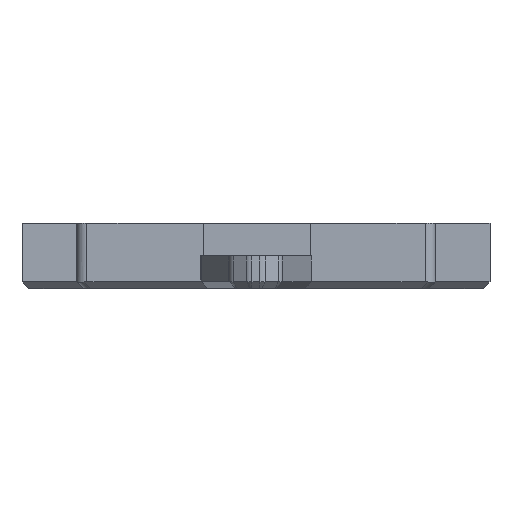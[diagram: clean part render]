
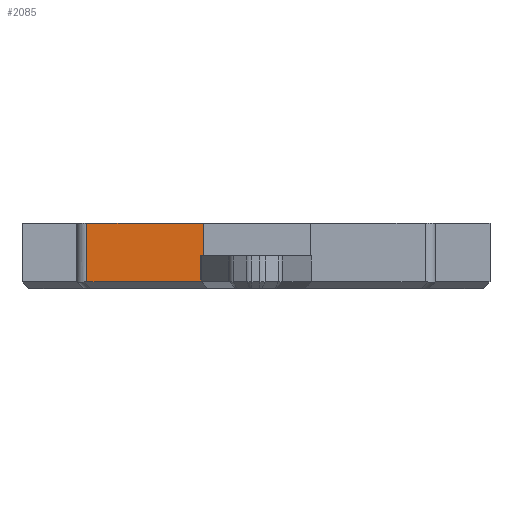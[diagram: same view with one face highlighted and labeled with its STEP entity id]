
A CAD part, front view. The second image highlights one B-rep face of the part: STEP entity #2085.
In plain terms, the highlighted planar face has unit normal (0, -1, 0).
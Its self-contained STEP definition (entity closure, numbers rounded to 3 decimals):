
#410=CARTESIAN_POINT('',(29.344,-8.,10.5));
#411=VERTEX_POINT('',#410);
#502=CARTESIAN_POINT('',(29.344,-8.,1.));
#503=VERTEX_POINT('',#502);
#510=CARTESIAN_POINT('',(28.694,-8.,1.));
#511=VERTEX_POINT('',#510);
#512=CARTESIAN_POINT('',(29.344,-8.,1.));
#513=DIRECTION('',(-1.,0.,0.));
#514=VECTOR('',#513,0.65);
#515=LINE('',#512,#514);
#516=EDGE_CURVE('',#503,#511,#515,.T.);
#618=CARTESIAN_POINT('',(28.694,-8.,-6.));
#619=VERTEX_POINT('',#618);
#620=CARTESIAN_POINT('',(28.694,-8.,1.));
#621=DIRECTION('',(0.,0.,-1.));
#622=VECTOR('',#621,7.);
#623=LINE('',#620,#622);
#624=EDGE_CURVE('',#511,#619,#623,.T.);
#648=CARTESIAN_POINT('',(28.694,-8.,-6.5));
#649=VERTEX_POINT('',#648);
#673=CARTESIAN_POINT('',(28.694,-8.,-6.));
#674=DIRECTION('',(0.,0.,-1.));
#675=VECTOR('',#674,0.5);
#676=LINE('',#673,#675);
#677=EDGE_CURVE('',#619,#649,#676,.T.);
#1482=CARTESIAN_POINT('',(29.344,-8.,10.5));
#1483=DIRECTION('',(0.,0.,-1.));
#1484=VECTOR('',#1483,9.5);
#1485=LINE('',#1482,#1484);
#1486=EDGE_CURVE('',#411,#503,#1485,.T.);
#2018=CARTESIAN_POINT('',(-4.5,-8.,10.5));
#2019=VERTEX_POINT('',#2018);
#2027=CARTESIAN_POINT('',(-4.5,-8.,10.5));
#2028=DIRECTION('',(1.,0.,-0.));
#2029=VECTOR('',#2028,33.844);
#2030=LINE('',#2027,#2029);
#2031=EDGE_CURVE('',#2019,#411,#2030,.T.);
#2059=CARTESIAN_POINT('',(44.5,-8.,8.));
#2060=DIRECTION('',(0.,1.,0.));
#2061=DIRECTION('',(0.,0.,1.));
#2062=AXIS2_PLACEMENT_3D('',#2059,#2060,#2061);
#2063=PLANE('',#2062);
#2064=ORIENTED_EDGE('',*,*,#2031,.F.);
#2065=CARTESIAN_POINT('',(-4.5,-8.,-6.5));
#2066=VERTEX_POINT('',#2065);
#2067=CARTESIAN_POINT('',(-4.5,-8.,10.5));
#2068=DIRECTION('',(0.,0.,-1.));
#2069=VECTOR('',#2068,17.);
#2070=LINE('',#2067,#2069);
#2071=EDGE_CURVE('',#2019,#2066,#2070,.T.);
#2072=ORIENTED_EDGE('',*,*,#2071,.T.);
#2073=CARTESIAN_POINT('',(-4.5,-8.,-6.5));
#2074=DIRECTION('',(1.,0.,-0.));
#2075=VECTOR('',#2074,33.194);
#2076=LINE('',#2073,#2075);
#2077=EDGE_CURVE('',#2066,#649,#2076,.T.);
#2078=ORIENTED_EDGE('',*,*,#2077,.T.);
#2079=ORIENTED_EDGE('',*,*,#677,.F.);
#2080=ORIENTED_EDGE('',*,*,#624,.F.);
#2081=ORIENTED_EDGE('',*,*,#516,.F.);
#2082=ORIENTED_EDGE('',*,*,#1486,.F.);
#2083=EDGE_LOOP('',(#2064,#2072,#2078,#2079,#2080,#2081,#2082));
#2084=FACE_BOUND('',#2083,.T.);
#2085=ADVANCED_FACE('',(#2084),#2063,.F.);
